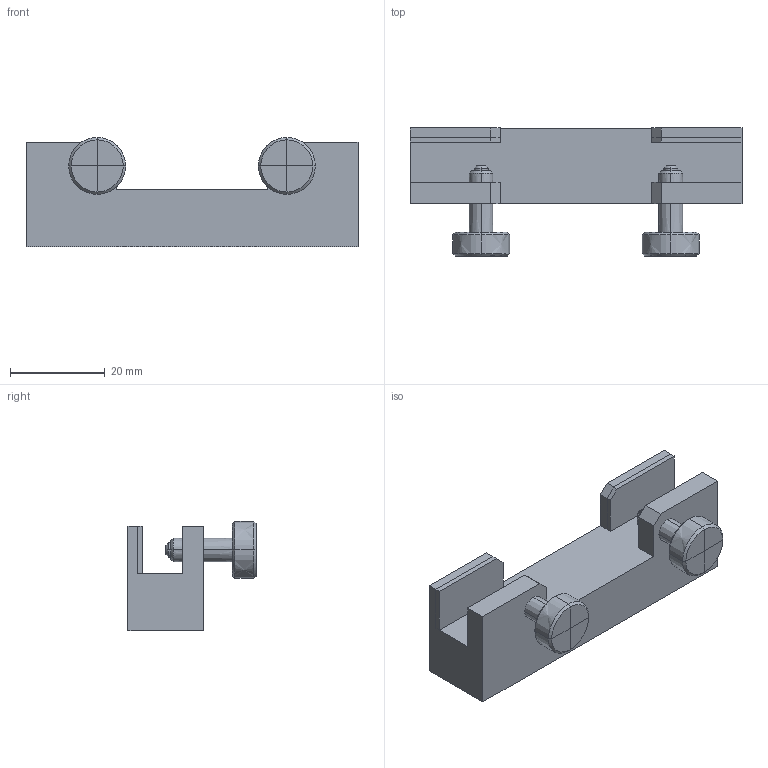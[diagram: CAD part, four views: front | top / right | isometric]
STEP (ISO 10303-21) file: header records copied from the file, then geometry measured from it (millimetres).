
FILE_DESCRIPTION (( 'STEP AP203' ), '1' );
FILE_NAME ('54997_54997.step', '2021-02-01T18:12:11', ( '' ), ( '' ), 'SwSTEP 2.0', 'SolidWorks 2018', '' );
FILE_SCHEMA (( 'CONFIG_CONTROL_DESIGN' ));
Length unit declared in the file: millimetre
Products named in the file (1): 54997_54997
Bounding box: 70 x 27 x 23 mm (x, y, z)
Volume: 17513.4 mm3; surface area: 8488.3 mm2
Topology: 7 solids, 7 shells, 172 faces, 366 edges, 197 vertices
Faces by surface type: bspline 172
Entity records: 4851 total; most frequent: CARTESIAN_POINT 1700, ORIENTED_EDGE 708, DIRECTION 484, EDGE_CURVE 354, LINE 226, VECTOR 226, VERTEX_POINT 197, EDGE_LOOP 177
